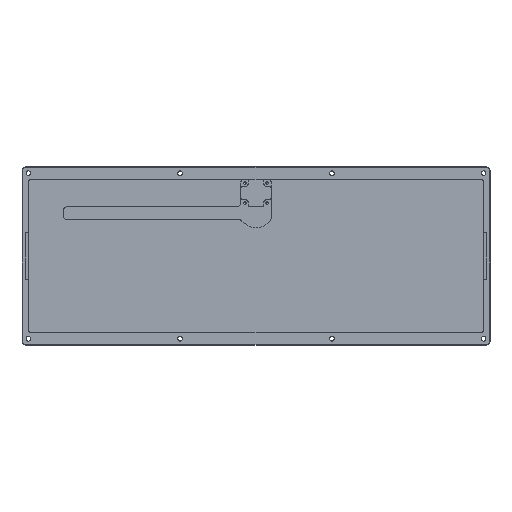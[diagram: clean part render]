
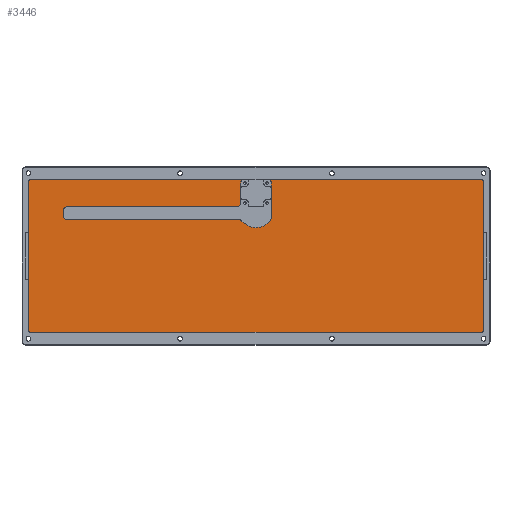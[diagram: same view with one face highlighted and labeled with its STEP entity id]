
A CAD part, top view. The second image highlights one B-rep face of the part: STEP entity #3446.
In plain terms, the highlighted planar face has unit normal (0, 0, 1).
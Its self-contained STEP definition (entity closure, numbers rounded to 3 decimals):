
#240=CIRCLE('',#3560,2.5);
#241=CIRCLE('',#3563,2.5);
#244=CIRCLE('',#3568,11.525);
#382=CIRCLE('',#3837,1.5);
#383=CIRCLE('',#3839,1.5);
#386=CIRCLE('',#3844,1.5);
#387=CIRCLE('',#3846,2.5);
#388=CIRCLE('',#3847,2.5);
#389=CIRCLE('',#3848,2.5);
#390=CIRCLE('',#3849,1.5);
#391=CIRCLE('',#3850,1.5);
#392=CIRCLE('',#3851,1.5);
#568=FACE_OUTER_BOUND('',#804,.T.);
#804=EDGE_LOOP('',(#2915,#2916,#2917,#2918,#2919,#2920,#2921,#2922,#2923,
#2924,#2925,#2926,#2927,#2928,#2929,#2930,#2931,#2932,#2933,#2934,#2935,
#2936));
#899=LINE('',#5136,#1163);
#907=LINE('',#5157,#1171);
#919=LINE('',#5198,#1183);
#930=LINE('',#5224,#1194);
#1068=LINE('',#6125,#1332);
#1076=LINE('',#6141,#1340);
#1080=LINE('',#6156,#1344);
#1081=LINE('',#6160,#1345);
#1082=LINE('',#6164,#1346);
#1083=LINE('',#6167,#1347);
#1163=VECTOR('',#3989,10.);
#1171=VECTOR('',#4005,10.);
#1183=VECTOR('',#4051,10.);
#1194=VECTOR('',#4070,10.);
#1332=VECTOR('',#4758,10.);
#1340=VECTOR('',#4766,10.);
#1344=VECTOR('',#4782,10.);
#1345=VECTOR('',#4785,10.);
#1346=VECTOR('',#4788,10.);
#1347=VECTOR('',#4791,10.);
#1427=VERTEX_POINT('',#5133);
#1428=VERTEX_POINT('',#5135);
#1436=VERTEX_POINT('',#5154);
#1437=VERTEX_POINT('',#5156);
#1447=VERTEX_POINT('',#5191);
#1448=VERTEX_POINT('',#5193);
#1449=VERTEX_POINT('',#5197);
#1455=VERTEX_POINT('',#5211);
#1456=VERTEX_POINT('',#5212);
#1460=VERTEX_POINT('',#5222);
#1658=VERTEX_POINT('',#6116);
#1659=VERTEX_POINT('',#6120);
#1660=VERTEX_POINT('',#6124);
#1667=VERTEX_POINT('',#6138);
#1668=VERTEX_POINT('',#6140);
#1672=VERTEX_POINT('',#6153);
#1673=VERTEX_POINT('',#6155);
#1674=VERTEX_POINT('',#6157);
#1675=VERTEX_POINT('',#6159);
#1676=VERTEX_POINT('',#6161);
#1677=VERTEX_POINT('',#6163);
#1678=VERTEX_POINT('',#6166);
#1745=EDGE_CURVE('',#1427,#1428,#899,.T.);
#1755=EDGE_CURVE('',#1436,#1437,#907,.T.);
#1773=EDGE_CURVE('',#1447,#1448,#240,.T.);
#1775=EDGE_CURVE('',#1449,#1448,#919,.T.);
#1782=EDGE_CURVE('',#1455,#1456,#241,.T.);
#1788=EDGE_CURVE('',#1455,#1460,#930,.T.);
#1790=EDGE_CURVE('',#1447,#1456,#244,.T.);
#2095=EDGE_CURVE('',#1427,#1658,#382,.T.);
#2097=EDGE_CURVE('',#1659,#1428,#383,.T.);
#2099=EDGE_CURVE('',#1659,#1660,#1068,.T.);
#2107=EDGE_CURVE('',#1667,#1668,#1076,.T.);
#2113=EDGE_CURVE('',#1436,#1668,#386,.T.);
#2114=EDGE_CURVE('',#1672,#1460,#387,.T.);
#2115=EDGE_CURVE('',#1672,#1673,#1080,.T.);
#2116=EDGE_CURVE('',#1674,#1673,#388,.T.);
#2117=EDGE_CURVE('',#1674,#1675,#1081,.T.);
#2118=EDGE_CURVE('',#1676,#1675,#389,.T.);
#2119=EDGE_CURVE('',#1676,#1677,#1082,.T.);
#2120=EDGE_CURVE('',#1660,#1677,#390,.T.);
#2121=EDGE_CURVE('',#1678,#1658,#1083,.T.);
#2122=EDGE_CURVE('',#1678,#1437,#391,.T.);
#2123=EDGE_CURVE('',#1449,#1667,#392,.T.);
#2915=ORIENTED_EDGE('',*,*,#1782,.F.);
#2916=ORIENTED_EDGE('',*,*,#1788,.T.);
#2917=ORIENTED_EDGE('',*,*,#2114,.F.);
#2918=ORIENTED_EDGE('',*,*,#2115,.T.);
#2919=ORIENTED_EDGE('',*,*,#2116,.F.);
#2920=ORIENTED_EDGE('',*,*,#2117,.T.);
#2921=ORIENTED_EDGE('',*,*,#2118,.F.);
#2922=ORIENTED_EDGE('',*,*,#2119,.T.);
#2923=ORIENTED_EDGE('',*,*,#2120,.F.);
#2924=ORIENTED_EDGE('',*,*,#2099,.F.);
#2925=ORIENTED_EDGE('',*,*,#2097,.T.);
#2926=ORIENTED_EDGE('',*,*,#1745,.F.);
#2927=ORIENTED_EDGE('',*,*,#2095,.T.);
#2928=ORIENTED_EDGE('',*,*,#2121,.F.);
#2929=ORIENTED_EDGE('',*,*,#2122,.T.);
#2930=ORIENTED_EDGE('',*,*,#1755,.F.);
#2931=ORIENTED_EDGE('',*,*,#2113,.T.);
#2932=ORIENTED_EDGE('',*,*,#2107,.F.);
#2933=ORIENTED_EDGE('',*,*,#2123,.F.);
#2934=ORIENTED_EDGE('',*,*,#1775,.T.);
#2935=ORIENTED_EDGE('',*,*,#1773,.F.);
#2936=ORIENTED_EDGE('',*,*,#1790,.T.);
#3286=PLANE('',#3845);
#3446=ADVANCED_FACE('',(#568),#3286,.T.);
#3560=AXIS2_PLACEMENT_3D('',#5194,#4046,#4047);
#3563=AXIS2_PLACEMENT_3D('',#5213,#4060,#4061);
#3568=AXIS2_PLACEMENT_3D('',#5227,#4075,#4076);
#3837=AXIS2_PLACEMENT_3D('',#6117,#4748,#4749);
#3839=AXIS2_PLACEMENT_3D('',#6121,#4753,#4754);
#3844=AXIS2_PLACEMENT_3D('',#6151,#4776,#4777);
#3845=AXIS2_PLACEMENT_3D('',#6152,#4778,#4779);
#3846=AXIS2_PLACEMENT_3D('',#6154,#4780,#4781);
#3847=AXIS2_PLACEMENT_3D('',#6158,#4783,#4784);
#3848=AXIS2_PLACEMENT_3D('',#6162,#4786,#4787);
#3849=AXIS2_PLACEMENT_3D('',#6165,#4789,#4790);
#3850=AXIS2_PLACEMENT_3D('',#6168,#4792,#4793);
#3851=AXIS2_PLACEMENT_3D('',#6169,#4794,#4795);
#3989=DIRECTION('',(0.,1.,0.));
#4005=DIRECTION('',(0.,-1.,0.));
#4046=DIRECTION('center_axis',(0.,0.,1.));
#4047=DIRECTION('ref_axis',(0.942,-0.335,0.));
#4051=DIRECTION('',(0.,-1.,0.));
#4060=DIRECTION('center_axis',(0.,0.,-1.));
#4061=DIRECTION('ref_axis',(0.422,0.907,0.));
#4070=DIRECTION('',(-1.,0.,0.));
#4075=DIRECTION('center_axis',(0.,0.,-1.));
#4076=DIRECTION('ref_axis',(-0.824,-0.566,0.));
#4748=DIRECTION('center_axis',(0.,0.,1.));
#4749=DIRECTION('ref_axis',(-0.707,-0.707,0.));
#4753=DIRECTION('center_axis',(0.,0.,1.));
#4754=DIRECTION('ref_axis',(-0.707,0.707,0.));
#4758=DIRECTION('',(1.,0.,0.));
#4766=DIRECTION('',(1.,0.,0.));
#4776=DIRECTION('center_axis',(0.,0.,1.));
#4777=DIRECTION('ref_axis',(0.707,0.707,0.));
#4778=DIRECTION('center_axis',(0.,0.,1.));
#4779=DIRECTION('ref_axis',(1.,0.,0.));
#4780=DIRECTION('center_axis',(0.,0.,1.));
#4781=DIRECTION('ref_axis',(-0.707,-0.707,0.));
#4782=DIRECTION('',(0.,1.,0.));
#4783=DIRECTION('center_axis',(0.,0.,1.));
#4784=DIRECTION('ref_axis',(-0.707,0.707,0.));
#4785=DIRECTION('',(1.,0.,0.));
#4786=DIRECTION('center_axis',(0.,0.,-1.));
#4787=DIRECTION('ref_axis',(0.707,-0.707,0.));
#4788=DIRECTION('',(0.,1.,0.));
#4789=DIRECTION('center_axis',(0.,0.,1.));
#4790=DIRECTION('ref_axis',(-0.707,0.707,0.));
#4791=DIRECTION('',(-1.,0.,0.));
#4792=DIRECTION('center_axis',(0.,0.,1.));
#4793=DIRECTION('ref_axis',(0.707,-0.707,0.));
#4794=DIRECTION('center_axis',(0.,0.,1.));
#4795=DIRECTION('ref_axis',(0.707,0.707,0.));
#5133=CARTESIAN_POINT('',(-0.5,-94.25,-8.2));
#5135=CARTESIAN_POINT('',(-0.5,-1.,-8.2));
#5136=CARTESIAN_POINT('',(-0.5,-51.625,-8.2));
#5154=CARTESIAN_POINT('',(286.25,-1.,-8.2));
#5156=CARTESIAN_POINT('',(286.25,-94.25,-8.2));
#5157=CARTESIAN_POINT('',(286.25,-99.75,-8.2));
#5191=CARTESIAN_POINT('',(151.816,-25.459,-8.2));
#5193=CARTESIAN_POINT('',(152.377,-23.881,-8.2));
#5194=CARTESIAN_POINT('Origin',(149.877,-23.881,-8.2));
#5197=CARTESIAN_POINT('',(152.377,-1.,-8.2));
#5198=CARTESIAN_POINT('',(152.377,-60.125,-8.2));
#5211=CARTESIAN_POINT('',(132.142,-24.709,-8.2));
#5212=CARTESIAN_POINT('',(134.055,-25.601,-8.2));
#5213=CARTESIAN_POINT('Origin',(132.142,-27.209,-8.2));
#5222=CARTESIAN_POINT('',(24.07,-24.709,-8.2));
#5224=CARTESIAN_POINT('',(221.314,-24.709,-8.2));
#5227=CARTESIAN_POINT('Origin',(142.877,-18.184,-8.2));
#6116=CARTESIAN_POINT('',(1.,-95.75,-8.2));
#6117=CARTESIAN_POINT('Origin',(1.,-94.25,-8.2));
#6120=CARTESIAN_POINT('',(1.,0.5,-8.2));
#6121=CARTESIAN_POINT('Origin',(1.,-1.,-8.2));
#6124=CARTESIAN_POINT('',(134.877,0.5,-8.2));
#6125=CARTESIAN_POINT('',(288.25,0.5,-8.2));
#6138=CARTESIAN_POINT('',(150.877,0.5,-8.2));
#6140=CARTESIAN_POINT('',(284.75,0.5,-8.2));
#6141=CARTESIAN_POINT('',(288.25,0.5,-8.2));
#6151=CARTESIAN_POINT('Origin',(284.75,-1.,-8.2));
#6152=CARTESIAN_POINT('Origin',(290.25,-103.75,-8.2));
#6153=CARTESIAN_POINT('',(21.57,-22.209,-8.2));
#6154=CARTESIAN_POINT('Origin',(24.07,-22.209,-8.2));
#6155=CARTESIAN_POINT('',(21.57,-19.,-8.2));
#6156=CARTESIAN_POINT('',(21.57,-64.23,-8.2));
#6157=CARTESIAN_POINT('',(24.07,-16.5,-8.2));
#6158=CARTESIAN_POINT('Origin',(24.07,-19.,-8.2));
#6159=CARTESIAN_POINT('',(130.877,-16.5,-8.2));
#6160=CARTESIAN_POINT('',(155.91,-16.5,-8.2));
#6161=CARTESIAN_POINT('',(133.377,-14.,-8.2));
#6162=CARTESIAN_POINT('Origin',(130.877,-14.,-8.2));
#6163=CARTESIAN_POINT('',(133.377,-1.,-8.2));
#6164=CARTESIAN_POINT('',(133.377,-51.625,-8.2));
#6165=CARTESIAN_POINT('Origin',(134.877,-1.,-8.2));
#6166=CARTESIAN_POINT('',(284.75,-95.75,-8.2));
#6167=CARTESIAN_POINT('',(144.875,-95.75,-8.2));
#6168=CARTESIAN_POINT('Origin',(284.75,-94.25,-8.2));
#6169=CARTESIAN_POINT('Origin',(150.877,-1.,-8.2));
